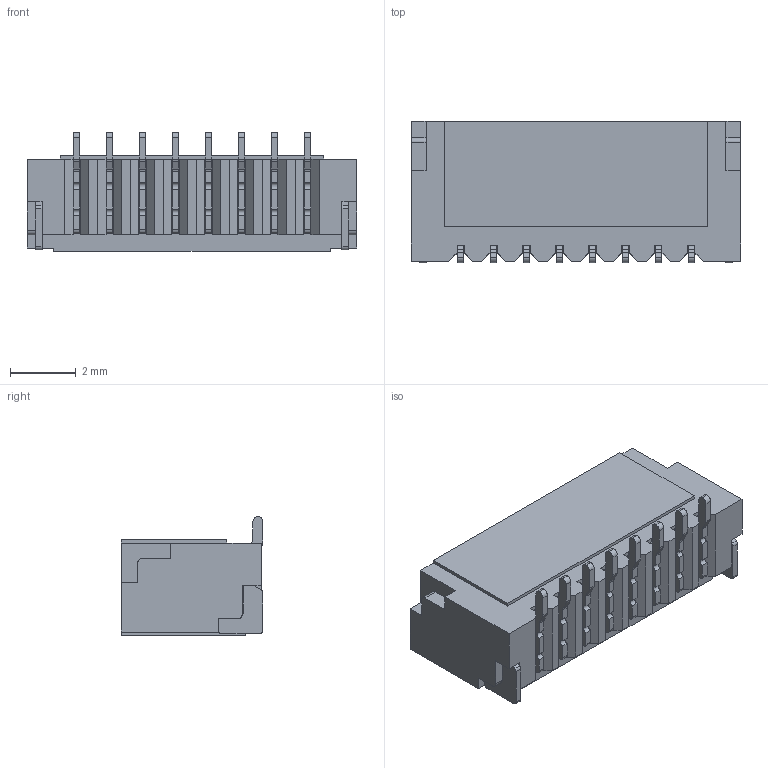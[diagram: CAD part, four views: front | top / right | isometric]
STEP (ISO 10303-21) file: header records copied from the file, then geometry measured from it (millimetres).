
FILE_DESCRIPTION((''),'2;1');
FILE_NAME('WAFER-1243730','2018-06-14T',('LengT'),('AFCI'),'CREO PARAMETRIC BY PTC INC, 2016130','CREO PARAMETRIC BY PTC INC, 2016130','');
FILE_SCHEMA(('CONFIG_CONTROL_DESIGN'));
Length unit declared in the file: millimetre
Products named in the file (1): WAFER-1243730
Bounding box: 10 x 4.3 x 3.6 mm (x, y, z)
Volume: 59 mm3; surface area: 318.6 mm2
Topology: 1 solids, 1 shells, 663 faces, 2106 edges, 1368 vertices
Faces by surface type: plane 485, cylinder 178
Entity records: 23271 total; most frequent: ORIENTED_EDGE 4212, CARTESIAN_POINT 4154, DIRECTION 3792, EDGE_CURVE 2106, VECTOR 1738, LINE 1738, VERTEX_POINT 1368, AXIS2_PLACEMENT_3D 1027
